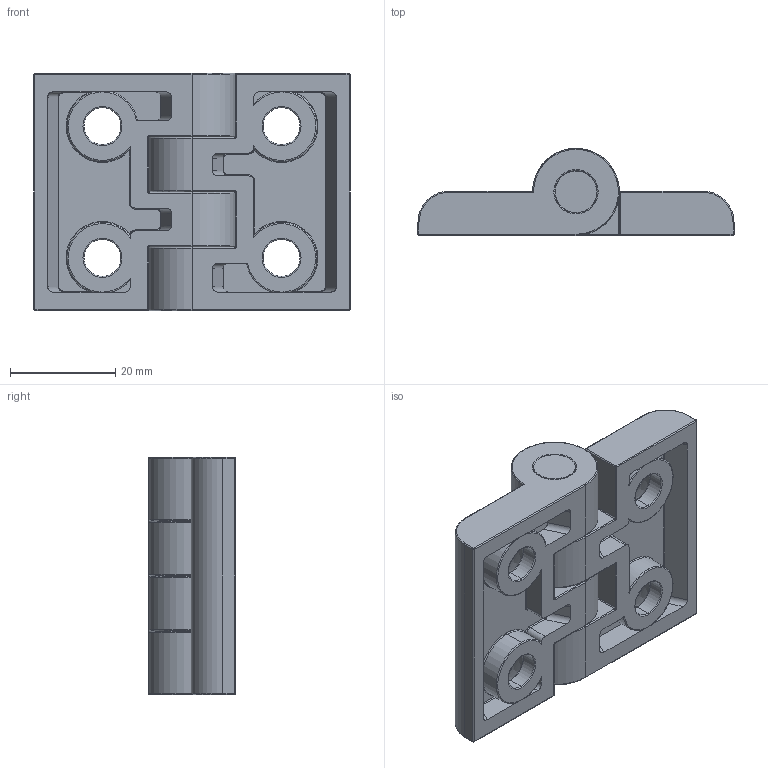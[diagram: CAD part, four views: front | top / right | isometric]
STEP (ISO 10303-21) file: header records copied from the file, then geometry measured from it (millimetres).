
FILE_DESCRIPTION (( 'STEP AP214' ), '1' );
FILE_NAME ('HGN-34B.STEP', '2018-07-30T04:06:23', ( '' ), ( '' ), 'SwSTEP 2.0', 'SolidWorks 2010', '' );
FILE_SCHEMA (( 'AUTOMOTIVE_DESIGN' ));
Length unit declared in the file: millimetre
Products named in the file (3): 鉸鏈片; 插銷; HGN-34B
Assembly tree (3 placements, depth 2):
  HGN-34B
    鉸鏈片  x2
    插銷
Bounding box: 60 x 16.5 x 45 mm (x, y, z)
Volume: 20420 mm3; surface area: 13041.7 mm2
Topology: 3 solids, 3 shells, 3154 faces, 7424 edges, 4030 vertices
Faces by surface type: torus 925, bspline 728, cylinder 713, sphere 608, plane 172, cone 8
Entity records: 153965 total; most frequent: CARTESIAN_POINT 92467, ORIENTED_EDGE 13206, DIRECTION 12651, EDGE_CURVE 6603, AXIS2_PLACEMENT_3D 5965, CIRCLE 3672, VERTEX_POINT 3597, EDGE_LOOP 3020
